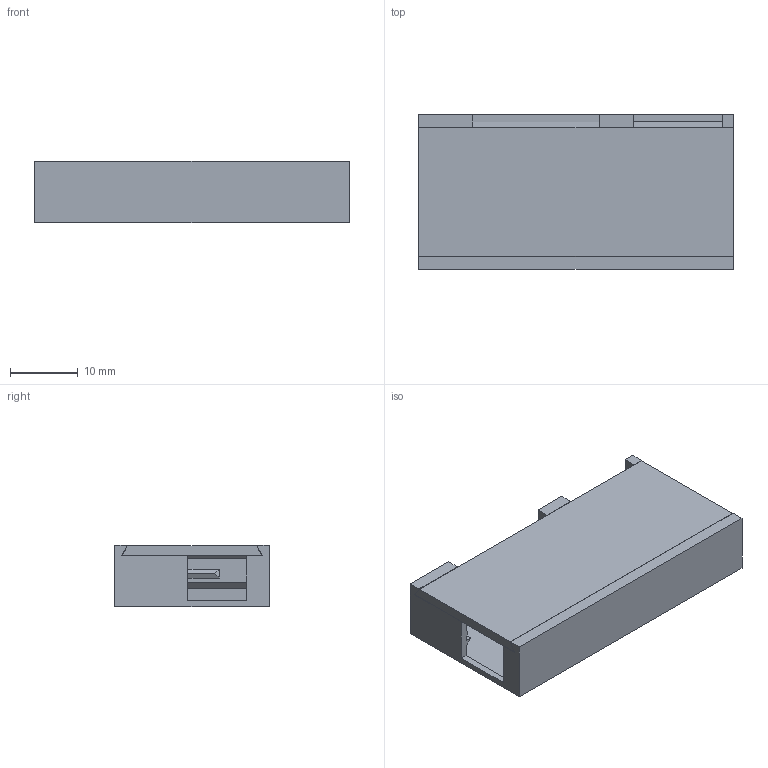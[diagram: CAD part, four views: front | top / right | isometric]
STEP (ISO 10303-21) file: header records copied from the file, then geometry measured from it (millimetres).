
FILE_DESCRIPTION(/* description */ (''),/* implementation_level */ '2;1');
FILE_NAME(/* name */ 'Automatic roller blinds web ui case v5.step',/* time_stamp */ '2021-06-08T18:37:16+02:00',/* author */ (''),/* organization */ (''),/* preprocessor_version */ 'ST-DEVELOPER v18.1',/* originating_system */ 'Autodesk Translation Framework v10.9.0.1377',/* authorisation */ '');
FILE_SCHEMA (('AUTOMOTIVE_DESIGN { 1 0 10303 214 3 1 1 }'));
Length unit declared in the file: millimetre
Products named in the file (1): Automatic roller blinds web ui case
Bounding box: 46.4 x 22.77 x 9 mm (x, y, z)
Volume: 2897 mm3; surface area: 6282.5 mm2
Topology: 2 solids, 2 shells, 91 faces, 237 edges, 154 vertices
Faces by surface type: plane 91
Entity records: 2747 total; most frequent: CARTESIAN_POINT 483, ORIENTED_EDGE 474, DIRECTION 421, LINE 237, VECTOR 237, EDGE_CURVE 237, VERTEX_POINT 154, EDGE_LOOP 95
